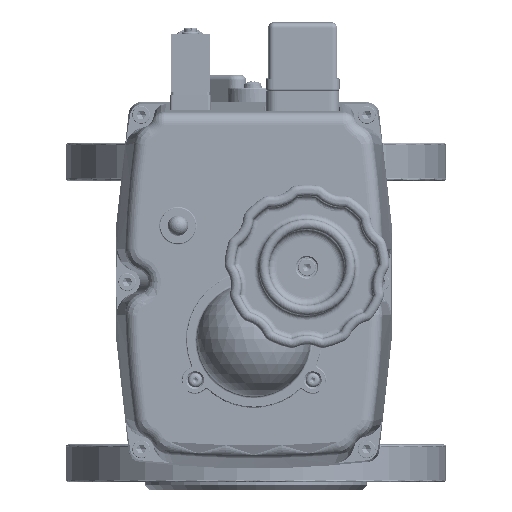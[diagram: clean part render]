
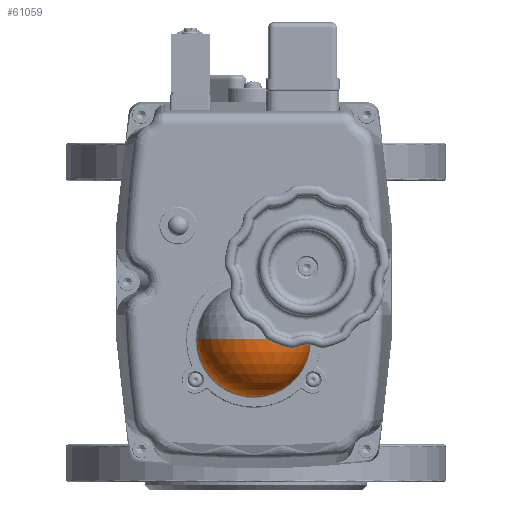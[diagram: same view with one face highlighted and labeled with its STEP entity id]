
A CAD part, left-side view. The second image highlights one B-rep face of the part: STEP entity #61059.
In plain terms, the highlighted spherical face has radius 22.5 mm.
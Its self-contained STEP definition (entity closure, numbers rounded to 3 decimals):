
#9864 = CARTESIAN_POINT ( 'NONE',  ( 22.653, -50., 68.773 ) ) ;
#12264 = DIRECTION ( 'NONE',  ( 0., -1., 0. ) ) ;
#14590 = CARTESIAN_POINT ( 'NONE',  ( 22.653, -50., 68.773 ) ) ;
#17904 = VERTEX_POINT ( 'NONE', #48414 ) ;
#18814 = ORIENTED_EDGE ( 'NONE', *, *, #180271, .F. ) ;
#24404 = AXIS2_PLACEMENT_3D ( 'NONE', #83745, #181011, #177449 ) ;
#40325 = VERTEX_POINT ( 'NONE', #58503 ) ;
#42292 = AXIS2_PLACEMENT_3D ( 'NONE', #14590, #146047, #107087 ) ;
#45778 = EDGE_CURVE ( 'NONE', #17904, #40325, #231815, .T. ) ;
#46447 = CIRCLE ( 'NONE', #186272, 22.487 ) ;
#47239 = SPHERICAL_SURFACE ( 'NONE', #24404, 22.5 ) ;
#48414 = CARTESIAN_POINT ( 'NONE',  ( 22.653, -72.487, 68.773 ) ) ;
#58503 = CARTESIAN_POINT ( 'NONE',  ( 22.653, -50., 90.5 ) ) ;
#60348 = ORIENTED_EDGE ( 'NONE', *, *, #190733, .T. ) ;
#61059 = ADVANCED_FACE ( 'NONE', ( #235791 ), #47239, .T. ) ;
#76332 = AXIS2_PLACEMENT_3D ( 'NONE', #181456, #198519, #126719 ) ;
#83745 = CARTESIAN_POINT ( 'NONE',  ( 22.653, -50., 68. ) ) ;
#91649 = VERTEX_POINT ( 'NONE', #123243 ) ;
#102011 = CIRCLE ( 'NONE', #133064, 22.5 ) ;
#103603 = DIRECTION ( 'NONE',  ( 0., 0., -1. ) ) ;
#107087 = DIRECTION ( 'NONE',  ( 0., -1., 0. ) ) ;
#111379 = EDGE_LOOP ( 'NONE', ( #150479, #18814, #142145, #60348 ) ) ;
#112403 = EDGE_CURVE ( 'NONE', #91649, #130333, #46447, .T. ) ;
#123243 = CARTESIAN_POINT ( 'NONE',  ( 22.653, -27.513, 68.773 ) ) ;
#126719 = DIRECTION ( 'NONE',  ( 0., -1., 0. ) ) ;
#130333 = VERTEX_POINT ( 'NONE', #232478 ) ;
#133064 = AXIS2_PLACEMENT_3D ( 'NONE', #137557, #229983, #214126 ) ;
#135457 = CIRCLE ( 'NONE', #42292, 22.487 ) ;
#137557 = CARTESIAN_POINT ( 'NONE',  ( 22.653, -50., 68. ) ) ;
#142145 = ORIENTED_EDGE ( 'NONE', *, *, #112403, .F. ) ;
#146047 = DIRECTION ( 'NONE',  ( 0., 0., -1. ) ) ;
#150479 = ORIENTED_EDGE ( 'NONE', *, *, #45778, .F. ) ;
#177449 = DIRECTION ( 'NONE',  ( 0., 1., 0. ) ) ;
#180271 = EDGE_CURVE ( 'NONE', #130333, #17904, #135457, .T. ) ;
#181011 = DIRECTION ( 'NONE',  ( -1., 0., 0. ) ) ;
#181456 = CARTESIAN_POINT ( 'NONE',  ( 22.653, -50., 68. ) ) ;
#186272 = AXIS2_PLACEMENT_3D ( 'NONE', #9864, #103603, #12264 ) ;
#190733 = EDGE_CURVE ( 'NONE', #91649, #40325, #102011, .T. ) ;
#198519 = DIRECTION ( 'NONE',  ( -1., 0., 0. ) ) ;
#214126 = DIRECTION ( 'NONE',  ( 0., 1., 0. ) ) ;
#229983 = DIRECTION ( 'NONE',  ( 1., 0., 0. ) ) ;
#231815 = CIRCLE ( 'NONE', #76332, 22.5 ) ;
#232478 = CARTESIAN_POINT ( 'NONE',  ( 45.14, -50., 68.773 ) ) ;
#235791 = FACE_OUTER_BOUND ( 'NONE', #111379, .T. ) ;
